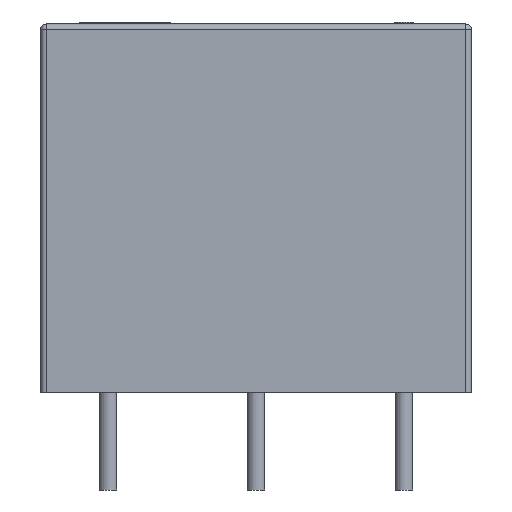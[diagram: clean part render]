
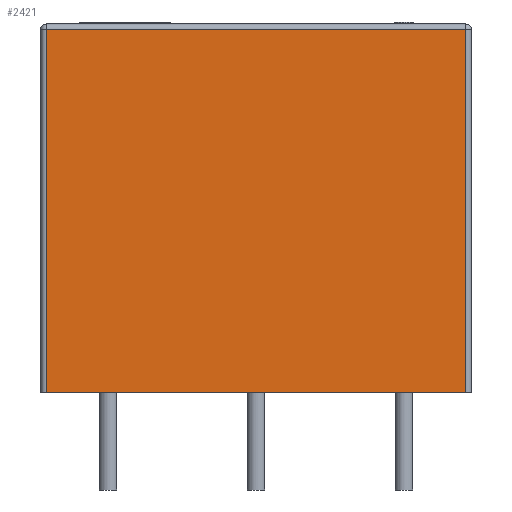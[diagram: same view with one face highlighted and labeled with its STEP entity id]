
A CAD part, left-side view. The second image highlights one B-rep face of the part: STEP entity #2421.
In plain terms, the highlighted planar face has unit normal (-1, 0, 0).
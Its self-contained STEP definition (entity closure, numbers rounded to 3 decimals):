
#129=PLANE('',#2616);
#279=FACE_OUTER_BOUND('',#427,.T.);
#427=EDGE_LOOP('',(#2217,#2218,#2219,#2220));
#703=LINE('',#3896,#982);
#707=LINE('',#3921,#986);
#709=LINE('',#3924,#988);
#716=LINE('',#3946,#995);
#982=VECTOR('',#3184,10.);
#986=VECTOR('',#3214,10.);
#988=VECTOR('',#3218,10.);
#995=VECTOR('',#3247,10.);
#1250=VERTEX_POINT('',#3886);
#1252=VERTEX_POINT('',#3892);
#1259=VERTEX_POINT('',#3914);
#1261=VERTEX_POINT('',#3919);
#1566=EDGE_CURVE('',#1250,#1252,#703,.T.);
#1578=EDGE_CURVE('',#1261,#1259,#707,.T.);
#1580=EDGE_CURVE('',#1259,#1250,#709,.T.);
#1591=EDGE_CURVE('',#1261,#1252,#716,.T.);
#2217=ORIENTED_EDGE('',*,*,#1566,.F.);
#2218=ORIENTED_EDGE('',*,*,#1580,.F.);
#2219=ORIENTED_EDGE('',*,*,#1578,.F.);
#2220=ORIENTED_EDGE('',*,*,#1591,.T.);
#2421=ADVANCED_FACE('',(#279),#129,.T.);
#2616=AXIS2_PLACEMENT_3D('',#3945,#3245,#3246);
#3184=DIRECTION('',(0.,0.,-1.));
#3214=DIRECTION('',(0.,0.,1.));
#3218=DIRECTION('',(0.,-1.,0.));
#3245=DIRECTION('center_axis',(-1.,0.,0.));
#3246=DIRECTION('ref_axis',(0.,-1.,0.));
#3247=DIRECTION('',(0.,-1.,0.));
#3886=CARTESIAN_POINT('',(-2.85,-18.42,18.7));
#3892=CARTESIAN_POINT('',(-2.85,-18.42,0.));
#3896=CARTESIAN_POINT('',(-2.85,-18.42,0.));
#3914=CARTESIAN_POINT('',(-2.85,3.18,18.7));
#3919=CARTESIAN_POINT('',(-2.85,3.18,0.));
#3921=CARTESIAN_POINT('',(-2.85,3.18,0.));
#3924=CARTESIAN_POINT('',(-2.85,-2.07,18.7));
#3945=CARTESIAN_POINT('Origin',(-2.85,3.48,0.));
#3946=CARTESIAN_POINT('',(-2.85,3.48,0.));
